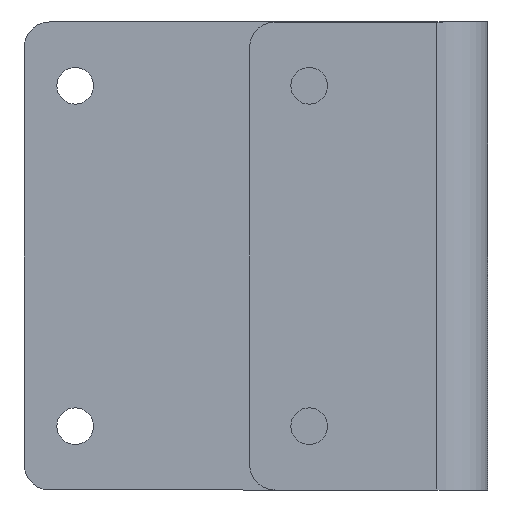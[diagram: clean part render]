
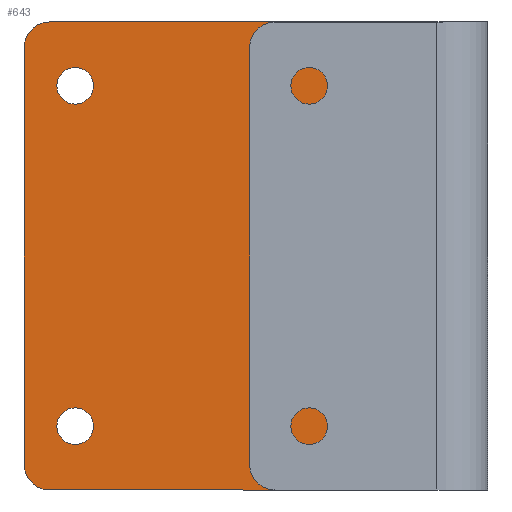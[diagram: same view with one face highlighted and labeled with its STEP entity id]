
A CAD part, left-side view. The second image highlights one B-rep face of the part: STEP entity #643.
In plain terms, the highlighted planar face has unit normal (-1, 0, 0).
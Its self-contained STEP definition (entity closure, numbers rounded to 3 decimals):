
#16 = CARTESIAN_POINT ( 'NONE',  ( 65., 3., 27.5 ) ) ;
#36 = CIRCLE ( 'NONE', #249, 2.15 ) ;
#91 = CIRCLE ( 'NONE', #1168, 2.15 ) ;
#145 = AXIS2_PLACEMENT_3D ( 'NONE', #1370, #202, #183 ) ;
#162 = EDGE_CURVE ( 'NONE', #598, #832, #1208, .T. ) ;
#182 = ORIENTED_EDGE ( 'NONE', *, *, #576, .F. ) ;
#183 = DIRECTION ( 'NONE',  ( 0., -1., 0. ) ) ;
#193 = CIRCLE ( 'NONE', #274, 2.15 ) ;
#202 = DIRECTION ( 'NONE',  ( -1., 0., 0. ) ) ;
#220 = EDGE_CURVE ( 'NONE', #584, #424, #193, .T. ) ;
#230 = ORIENTED_EDGE ( 'NONE', *, *, #220, .F. ) ;
#239 = CARTESIAN_POINT ( 'NONE',  ( 65., 51.5, 24.5 ) ) ;
#242 = VERTEX_POINT ( 'NONE', #1024 ) ;
#249 = AXIS2_PLACEMENT_3D ( 'NONE', #395, #603, #618 ) ;
#274 = AXIS2_PLACEMENT_3D ( 'NONE', #689, #944, #1161 ) ;
#292 = EDGE_CURVE ( 'NONE', #424, #584, #1088, .T. ) ;
#363 = CARTESIAN_POINT ( 'NONE',  ( 65., 45.5, -17.85 ) ) ;
#384 = DIRECTION ( 'NONE',  ( 0., 0., -1. ) ) ;
#395 = CARTESIAN_POINT ( 'NONE',  ( 65., 45.5, -20. ) ) ;
#406 = CARTESIAN_POINT ( 'NONE',  ( 65., 45.5, 20. ) ) ;
#422 = ORIENTED_EDGE ( 'NONE', *, *, #556, .F. ) ;
#424 = VERTEX_POINT ( 'NONE', #904 ) ;
#425 = AXIS2_PLACEMENT_3D ( 'NONE', #406, #510, #1224 ) ;
#433 = EDGE_LOOP ( 'NONE', ( #955, #838 ) ) ;
#438 = EDGE_CURVE ( 'NONE', #478, #805, #91, .T. ) ;
#464 = CARTESIAN_POINT ( 'NONE',  ( 65., 48.5, -27.5 ) ) ;
#472 = DIRECTION ( 'NONE',  ( -1., 0., 0. ) ) ;
#478 = VERTEX_POINT ( 'NONE', #1122 ) ;
#494 = CARTESIAN_POINT ( 'NONE',  ( 65., 51.5, -27.5 ) ) ;
#508 = CARTESIAN_POINT ( 'NONE',  ( 65., 48.5, 27.5 ) ) ;
#510 = DIRECTION ( 'NONE',  ( -1., 0., 0. ) ) ;
#551 = CARTESIAN_POINT ( 'NONE',  ( 65., 45.5, -20. ) ) ;
#556 = EDGE_CURVE ( 'NONE', #876, #670, #1087, .T. ) ;
#576 = EDGE_CURVE ( 'NONE', #598, #876, #857, .T. ) ;
#584 = VERTEX_POINT ( 'NONE', #1097 ) ;
#598 = VERTEX_POINT ( 'NONE', #508 ) ;
#603 = DIRECTION ( 'NONE',  ( -1., 0., 0. ) ) ;
#618 = DIRECTION ( 'NONE',  ( 0., -1., 0. ) ) ;
#643 = ADVANCED_FACE ( 'NONE', ( #1492, #899, #1133 ), #1460, .T. ) ;
#646 = VECTOR ( 'NONE', #384, 1000. ) ;
#667 = ORIENTED_EDGE ( 'NONE', *, *, #977, .F. ) ;
#670 = VERTEX_POINT ( 'NONE', #1256 ) ;
#689 = CARTESIAN_POINT ( 'NONE',  ( 65., 45.5, 20. ) ) ;
#695 = CARTESIAN_POINT ( 'NONE',  ( 65., 48.5, 24.5 ) ) ;
#708 = DIRECTION ( 'NONE',  ( 0., -1., 0. ) ) ;
#740 = DIRECTION ( 'NONE',  ( 0., -1., 0. ) ) ;
#775 = VECTOR ( 'NONE', #740, 1000. ) ;
#790 = EDGE_LOOP ( 'NONE', ( #182, #1033, #897, #1300, #667, #422 ) ) ;
#805 = VERTEX_POINT ( 'NONE', #363 ) ;
#832 = VERTEX_POINT ( 'NONE', #239 ) ;
#838 = ORIENTED_EDGE ( 'NONE', *, *, #918, .F. ) ;
#857 = LINE ( 'NONE', #1317, #775 ) ;
#875 = LINE ( 'NONE', #494, #971 ) ;
#876 = VERTEX_POINT ( 'NONE', #1072 ) ;
#897 = ORIENTED_EDGE ( 'NONE', *, *, #1416, .F. ) ;
#899 = FACE_BOUND ( 'NONE', #433, .T. ) ;
#900 = CIRCLE ( 'NONE', #1404, 3. ) ;
#904 = CARTESIAN_POINT ( 'NONE',  ( 65., 45.5, 17.85 ) ) ;
#918 = EDGE_CURVE ( 'NONE', #805, #478, #36, .T. ) ;
#944 = DIRECTION ( 'NONE',  ( -1., 0., 0. ) ) ;
#955 = ORIENTED_EDGE ( 'NONE', *, *, #438, .F. ) ;
#971 = VECTOR ( 'NONE', #1428, 1000. ) ;
#973 = LINE ( 'NONE', #1092, #1212 ) ;
#977 = EDGE_CURVE ( 'NONE', #670, #1251, #875, .T. ) ;
#1024 = CARTESIAN_POINT ( 'NONE',  ( 65., 51.5, -24.5 ) ) ;
#1033 = ORIENTED_EDGE ( 'NONE', *, *, #162, .T. ) ;
#1072 = CARTESIAN_POINT ( 'NONE',  ( 65., 3., 27.5 ) ) ;
#1078 = DIRECTION ( 'NONE',  ( 0., -1., 0. ) ) ;
#1087 = LINE ( 'NONE', #16, #646 ) ;
#1088 = CIRCLE ( 'NONE', #425, 2.15 ) ;
#1092 = CARTESIAN_POINT ( 'NONE',  ( 65., 51.5, 27.5 ) ) ;
#1097 = CARTESIAN_POINT ( 'NONE',  ( 65., 45.5, 22.15 ) ) ;
#1122 = CARTESIAN_POINT ( 'NONE',  ( 65., 45.5, -22.15 ) ) ;
#1133 = FACE_OUTER_BOUND ( 'NONE', #790, .T. ) ;
#1161 = DIRECTION ( 'NONE',  ( 0., -1., 0. ) ) ;
#1168 = AXIS2_PLACEMENT_3D ( 'NONE', #551, #1173, #708 ) ;
#1173 = DIRECTION ( 'NONE',  ( -1., 0., 0. ) ) ;
#1200 = DIRECTION ( 'NONE',  ( 0., 0., 1. ) ) ;
#1208 = CIRCLE ( 'NONE', #1429, 3. ) ;
#1212 = VECTOR ( 'NONE', #1200, 1000. ) ;
#1224 = DIRECTION ( 'NONE',  ( 0., -1., 0. ) ) ;
#1251 = VERTEX_POINT ( 'NONE', #464 ) ;
#1256 = CARTESIAN_POINT ( 'NONE',  ( 65., 3., -27.5 ) ) ;
#1276 = EDGE_CURVE ( 'NONE', #242, #1251, #900, .T. ) ;
#1300 = ORIENTED_EDGE ( 'NONE', *, *, #1276, .T. ) ;
#1315 = EDGE_LOOP ( 'NONE', ( #1508, #230 ) ) ;
#1317 = CARTESIAN_POINT ( 'NONE',  ( 65., 0., 27.5 ) ) ;
#1370 = CARTESIAN_POINT ( 'NONE',  ( 65., 0., 0. ) ) ;
#1381 = DIRECTION ( 'NONE',  ( -1., 0., 0. ) ) ;
#1399 = DIRECTION ( 'NONE',  ( 0., -1., 0. ) ) ;
#1404 = AXIS2_PLACEMENT_3D ( 'NONE', #1519, #472, #1399 ) ;
#1416 = EDGE_CURVE ( 'NONE', #242, #832, #973, .T. ) ;
#1428 = DIRECTION ( 'NONE',  ( 0., 1., 0. ) ) ;
#1429 = AXIS2_PLACEMENT_3D ( 'NONE', #695, #1381, #1078 ) ;
#1460 = PLANE ( 'NONE',  #145 ) ;
#1492 = FACE_BOUND ( 'NONE', #1315, .T. ) ;
#1508 = ORIENTED_EDGE ( 'NONE', *, *, #292, .F. ) ;
#1519 = CARTESIAN_POINT ( 'NONE',  ( 65., 48.5, -24.5 ) ) ;
